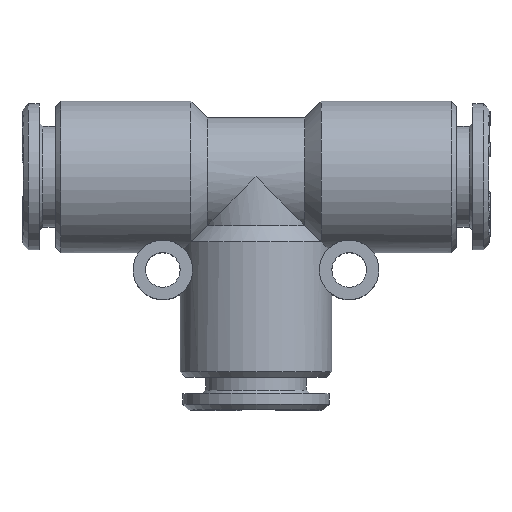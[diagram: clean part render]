
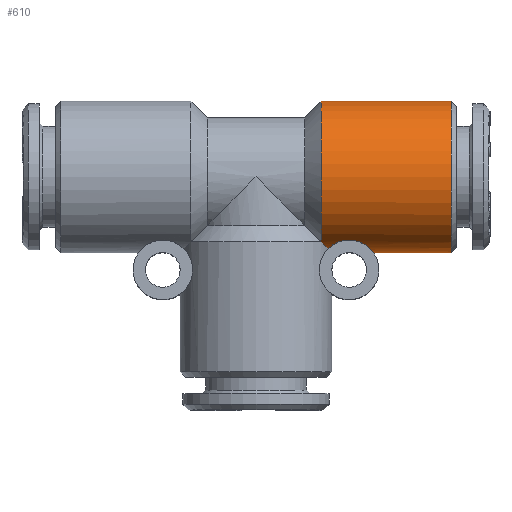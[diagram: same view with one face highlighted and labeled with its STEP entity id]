
A CAD part, top view. The second image highlights one B-rep face of the part: STEP entity #610.
In plain terms, the highlighted cylindrical face has radius 7 mm (diameter 14 mm), a full revolution.
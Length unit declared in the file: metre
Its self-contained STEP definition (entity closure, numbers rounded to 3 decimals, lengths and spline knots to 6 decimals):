
#610 = ADVANCED_FACE( 'NONE', ( #1739, #1740 ), #1741, .T. );
#1739 = FACE_OUTER_BOUND( '', #3780, .T. );
#1740 = FACE_OUTER_BOUND( '', #3781, .T. );
#1741 = CYLINDRICAL_SURFACE( '', #3782, 0.007 );
#3780 = EDGE_LOOP( '', ( #11786, #11787, #11788, #11789 ) );
#3781 = EDGE_LOOP( '', ( #11790 ) );
#3782 = AXIS2_PLACEMENT_3D( '', #11791, #11792, #11793 );
#11786 = ORIENTED_EDGE( '', *, *, #15884, .F. );
#11787 = ORIENTED_EDGE( '', *, *, #15885, .F. );
#11788 = ORIENTED_EDGE( '', *, *, #15886, .F. );
#11789 = ORIENTED_EDGE( '', *, *, #15887, .F. );
#11790 = ORIENTED_EDGE( '', *, *, #15888, .T. );
#11791 = CARTESIAN_POINT( '', ( -0.021146, 0., 0. ) );
#11792 = DIRECTION( '', ( 1., 0., 0. ) );
#11793 = DIRECTION( '', ( 0., 0., 1. ) );
#15884 = EDGE_CURVE( 'NONE', #17972, #17973, #17974, .T. );
#15885 = EDGE_CURVE( 'NONE', #17975, #17972, #17976, .T. );
#15886 = EDGE_CURVE( 'NONE', #17977, #17975, #17978, .T. );
#15887 = EDGE_CURVE( 'NONE', #17973, #17977, #17979, .T. );
#15888 = EDGE_CURVE( 'NONE', #17980, #17980, #17981, .T. );
#17972 = VERTEX_POINT( 'NONE', #22390 );
#17973 = VERTEX_POINT( 'NONE', #22391 );
#17974 = CIRCLE( '', #22392, 0.007 );
#17975 = VERTEX_POINT( 'NONE', #22393 );
#17976 = ( BOUNDED_CURVE(  )B_SPLINE_CURVE( 3, ( #22396, #22397, #22398, #22399 ), .UNSPECIFIED., .F., .F. )B_SPLINE_CURVE_WITH_KNOTS( ( 4, 4 ), ( 3.456647, 3.682692 ), .UNSPECIFIED. )CURVE(  )GEOMETRIC_REPRESENTATION_ITEM(  )RATIONAL_B_SPLINE_CURVE( ( 1., 0.996, 0.996, 1. ) )REPRESENTATION_ITEM( '' ) );
#17977 = VERTEX_POINT( 'NONE', #22405 );
#17978 = B_SPLINE_CURVE_WITH_KNOTS( '', 3, ( #22406, #22407, #22408, #22409, #22410, #22411, #22412, #22413, #22414, #22415, #22416, #22417, #22418, #22419, #22420, #22421, #22422, #22423, #22424, #22425, #22426, #22427, #22428, #22429, #22430, #22431, #22432, #22433, #22434, #22435, #22436, #22437, #22438, #22439 ), .UNSPECIFIED., .F., .F., ( 4, 1, 1, 1, 1, 1, 1, 1, 1, 1, 1, 1, 1, 1, 1, 1, 1, 1, 1, 1, 1, 1, 1, 1, 1, 1, 1, 1, 1, 1, 1, 4 ), ( 0., 0.013145, 0.025951, 0.038456, 0.050697, 0.062714, 0.095086, 0.125439, 0.156775, 0.18802, 0.218753, 0.250774, 0.281095, 0.313472, 0.375852, 0.438, 0.500573, 0.562647, 0.624849, 0.687188, 0.719496, 0.749762, 0.781602, 0.812185, 0.843447, 0.874798, 0.906135, 0.921602, 0.937484, 0.957571, 0.978351, 1. ), .UNSPECIFIED. );
#17979 = ( BOUNDED_CURVE(  )B_SPLINE_CURVE( 3, ( #22442, #22443, #22444, #22445 ), .UNSPECIFIED., .F., .F. )B_SPLINE_CURVE_WITH_KNOTS( ( 4, 4 ), ( 2.600493, 2.826538 ), .UNSPECIFIED. )CURVE(  )GEOMETRIC_REPRESENTATION_ITEM(  )RATIONAL_B_SPLINE_CURVE( ( 1., 0.996, 0.996, 1. ) )REPRESENTATION_ITEM( '' ) );
#17980 = VERTEX_POINT( '', #22451 );
#17981 = CIRCLE( '', #22452, 0.007 );
#22390 = CARTESIAN_POINT( '', ( 0.006, -0.006, 0.003606 ) );
#22391 = CARTESIAN_POINT( '', ( 0.006, -0.006, -0.003606 ) );
#22392 = AXIS2_PLACEMENT_3D( '', #30481, #30482, #30483 );
#22393 = CARTESIAN_POINT( '', ( 0.006655, -0.006655, 0.002169 ) );
#22396 = CARTESIAN_POINT( '', ( 0.006655, -0.006655, 0.002169 ) );
#22397 = CARTESIAN_POINT( '', ( 0.006492, -0.006492, 0.002672 ) );
#22398 = CARTESIAN_POINT( '', ( 0.006272, -0.006272, 0.003152 ) );
#22399 = CARTESIAN_POINT( '', ( 0.006, -0.006, 0.003606 ) );
#22405 = CARTESIAN_POINT( '', ( 0.006655, -0.006655, -0.002169 ) );
#22406 = CARTESIAN_POINT( '', ( 0.006655, -0.006655, -0.002169 ) );
#22407 = CARTESIAN_POINT( '', ( 0.006677, -0.006634, -0.002232 ) );
#22408 = CARTESIAN_POINT( '', ( 0.00672, -0.006593, -0.002357 ) );
#22409 = CARTESIAN_POINT( '', ( 0.006794, -0.006525, -0.002536 ) );
#22410 = CARTESIAN_POINT( '', ( 0.006875, -0.006457, -0.002705 ) );
#22411 = CARTESIAN_POINT( '', ( 0.006965, -0.006388, -0.002865 ) );
#22412 = CARTESIAN_POINT( '', ( 0.00712, -0.006278, -0.0031 ) );
#22413 = CARTESIAN_POINT( '', ( 0.007365, -0.006132, -0.003383 ) );
#22414 = CARTESIAN_POINT( '', ( 0.007757, -0.00597, -0.003658 ) );
#22415 = CARTESIAN_POINT( '', ( 0.008218, -0.005861, -0.003827 ) );
#22416 = CARTESIAN_POINT( '', ( 0.008723, -0.005837, -0.003863 ) );
#22417 = CARTESIAN_POINT( '', ( 0.009217, -0.005906, -0.003761 ) );
#22418 = CARTESIAN_POINT( '', ( 0.009644, -0.006045, -0.003535 ) );
#22419 = CARTESIAN_POINT( '', ( 0.009998, -0.006223, -0.003215 ) );
#22420 = CARTESIAN_POINT( '', ( 0.010357, -0.006468, -0.002705 ) );
#22421 = CARTESIAN_POINT( '', ( 0.01064, -0.006745, -0.001957 ) );
#22422 = CARTESIAN_POINT( '', ( 0.010804, -0.006953, -0.00099 ) );
#22423 = CARTESIAN_POINT( '', ( 0.010853, -0.007024, 0.000007 ) );
#22424 = CARTESIAN_POINT( '', ( 0.010803, -0.006951, 0.001003 ) );
#22425 = CARTESIAN_POINT( '', ( 0.010637, -0.006742, 0.001967 ) );
#22426 = CARTESIAN_POINT( '', ( 0.010353, -0.006464, 0.002714 ) );
#22427 = CARTESIAN_POINT( '', ( 0.009992, -0.006219, 0.003222 ) );
#22428 = CARTESIAN_POINT( '', ( 0.009638, -0.006042, 0.003539 ) );
#22429 = CARTESIAN_POINT( '', ( 0.009211, -0.005905, 0.003762 ) );
#22430 = CARTESIAN_POINT( '', ( 0.008718, -0.005837, 0.003863 ) );
#22431 = CARTESIAN_POINT( '', ( 0.008214, -0.005862, 0.003826 ) );
#22432 = CARTESIAN_POINT( '', ( 0.007749, -0.005972, 0.003655 ) );
#22433 = CARTESIAN_POINT( '', ( 0.007425, -0.006108, 0.003423 ) );
#22434 = CARTESIAN_POINT( '', ( 0.007206, -0.006227, 0.003199 ) );
#22435 = CARTESIAN_POINT( '', ( 0.007048, -0.006327, 0.002998 ) );
#22436 = CARTESIAN_POINT( '', ( 0.0069, -0.006436, 0.002758 ) );
#22437 = CARTESIAN_POINT( '', ( 0.006763, -0.006551, 0.002476 ) );
#22438 = CARTESIAN_POINT( '', ( 0.006692, -0.00662, 0.002273 ) );
#22439 = CARTESIAN_POINT( '', ( 0.006655, -0.006655, 0.002169 ) );
#22442 = CARTESIAN_POINT( '', ( 0.006, -0.006, -0.003606 ) );
#22443 = CARTESIAN_POINT( '', ( 0.006272, -0.006272, -0.003152 ) );
#22444 = CARTESIAN_POINT( '', ( 0.006492, -0.006492, -0.002672 ) );
#22445 = CARTESIAN_POINT( '', ( 0.006655, -0.006655, -0.002169 ) );
#22451 = CARTESIAN_POINT( '', ( 0.018, 0., 0.007 ) );
#22452 = AXIS2_PLACEMENT_3D( '', #30484, #30485, #30486 );
#30481 = CARTESIAN_POINT( '', ( 0.006, 0., 0. ) );
#30482 = DIRECTION( '', ( -1., 0., 0. ) );
#30483 = DIRECTION( '', ( 0., 0., 1. ) );
#30484 = CARTESIAN_POINT( '', ( 0.018, 0., 0. ) );
#30485 = DIRECTION( '', ( -1., 0., 0. ) );
#30486 = DIRECTION( '', ( 0., 0., 1. ) );
